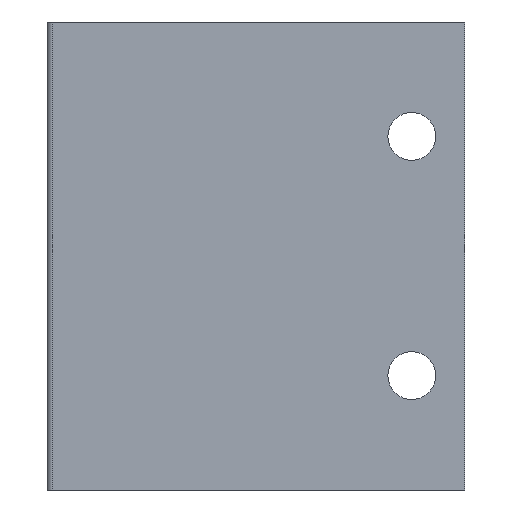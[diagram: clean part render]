
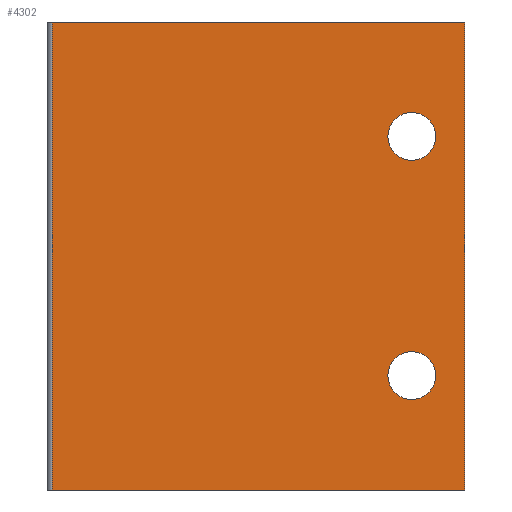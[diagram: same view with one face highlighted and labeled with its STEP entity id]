
A CAD part, front view. The second image highlights one B-rep face of the part: STEP entity #4302.
In plain terms, the highlighted planar face has unit normal (0, -1, 0).
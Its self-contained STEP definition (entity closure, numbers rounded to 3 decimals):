
#43 = ORIENTED_EDGE ( 'NONE', *, *, #6441, .T. ) ;
#135 = EDGE_CURVE ( 'NONE', #5372, #608, #5106, .T. ) ;
#224 = EDGE_CURVE ( 'NONE', #3315, #339, #4925, .T. ) ;
#339 = VERTEX_POINT ( 'NONE', #6528 ) ;
#379 = EDGE_CURVE ( 'NONE', #6824, #1926, #6622, .T. ) ;
#406 = VECTOR ( 'NONE', #5931, 1000. ) ;
#498 = EDGE_LOOP ( 'NONE', ( #1274, #3627, #1510, #2529 ) ) ;
#608 = VERTEX_POINT ( 'NONE', #1602 ) ;
#677 = EDGE_CURVE ( 'NONE', #1926, #6824, #4918, .T. ) ;
#750 = VECTOR ( 'NONE', #4938, 1000. ) ;
#888 = EDGE_CURVE ( 'NONE', #339, #608, #4048, .T. ) ;
#963 = CARTESIAN_POINT ( 'NONE',  ( 10489.145, 2720.705, 21.5 ) ) ;
#1045 = CARTESIAN_POINT ( 'NONE',  ( 10421.559, 2720.705, 10. ) ) ;
#1143 = VECTOR ( 'NONE', #2343, 1000. ) ;
#1274 = ORIENTED_EDGE ( 'NONE', *, *, #135, .F. ) ;
#1498 = DIRECTION ( 'NONE',  ( 0., 0., 1. ) ) ;
#1510 = ORIENTED_EDGE ( 'NONE', *, *, #224, .T. ) ;
#1530 = CARTESIAN_POINT ( 'NONE',  ( 10421.559, 2720.705, 10. ) ) ;
#1560 = AXIS2_PLACEMENT_3D ( 'NONE', #2689, #3120, #2736 ) ;
#1602 = CARTESIAN_POINT ( 'NONE',  ( 10499.145, 2720.705, 0. ) ) ;
#1684 = FACE_BOUND ( 'NONE', #4788, .T. ) ;
#1741 = CIRCLE ( 'NONE', #2279, 4.5 ) ;
#1830 = EDGE_CURVE ( 'NONE', #3315, #5372, #3602, .T. ) ;
#1862 = CARTESIAN_POINT ( 'NONE',  ( 10489.145, 2720.705, 62. ) ) ;
#1863 = CARTESIAN_POINT ( 'NONE',  ( 10489.145, 2720.705, 21.5 ) ) ;
#1926 = VERTEX_POINT ( 'NONE', #1862 ) ;
#2030 = VERTEX_POINT ( 'NONE', #3029 ) ;
#2093 = CARTESIAN_POINT ( 'NONE',  ( 10489.145, 2720.705, 17. ) ) ;
#2179 = CARTESIAN_POINT ( 'NONE',  ( 10499.145, 2720.705, 10. ) ) ;
#2213 = VERTEX_POINT ( 'NONE', #2093 ) ;
#2271 = CARTESIAN_POINT ( 'NONE',  ( 10489.145, 2720.705, 66.5 ) ) ;
#2279 = AXIS2_PLACEMENT_3D ( 'NONE', #1863, #5677, #2402 ) ;
#2343 = DIRECTION ( 'NONE',  ( 1., 0., 0. ) ) ;
#2402 = DIRECTION ( 'NONE',  ( 0., 0., 1. ) ) ;
#2431 = CARTESIAN_POINT ( 'NONE',  ( 10421.559, 2720.705, 0. ) ) ;
#2529 = ORIENTED_EDGE ( 'NONE', *, *, #888, .T. ) ;
#2689 = CARTESIAN_POINT ( 'NONE',  ( 10489.145, 2720.705, 66.5 ) ) ;
#2736 = DIRECTION ( 'NONE',  ( 0., 0., 1. ) ) ;
#2947 = FACE_OUTER_BOUND ( 'NONE', #498, .T. ) ;
#3006 = CARTESIAN_POINT ( 'NONE',  ( 10499.145, 2720.705, 88. ) ) ;
#3022 = CARTESIAN_POINT ( 'NONE',  ( 10421.559, 2720.705, 88. ) ) ;
#3029 = CARTESIAN_POINT ( 'NONE',  ( 10489.145, 2720.705, 26. ) ) ;
#3112 = ORIENTED_EDGE ( 'NONE', *, *, #379, .T. ) ;
#3120 = DIRECTION ( 'NONE',  ( 0., 1., 0. ) ) ;
#3139 = PLANE ( 'NONE',  #6720 ) ;
#3167 = DIRECTION ( 'NONE',  ( 0., 1., 0. ) ) ;
#3315 = VERTEX_POINT ( 'NONE', #3022 ) ;
#3420 = VECTOR ( 'NONE', #4558, 1000. ) ;
#3578 = EDGE_LOOP ( 'NONE', ( #43, #4839 ) ) ;
#3602 = LINE ( 'NONE', #4540, #3420 ) ;
#3627 = ORIENTED_EDGE ( 'NONE', *, *, #1830, .F. ) ;
#4024 = AXIS2_PLACEMENT_3D ( 'NONE', #963, #4784, #1498 ) ;
#4048 = LINE ( 'NONE', #2431, #1143 ) ;
#4085 = CIRCLE ( 'NONE', #4024, 4.5 ) ;
#4126 = CARTESIAN_POINT ( 'NONE',  ( 10489.145, 2720.705, 71. ) ) ;
#4302 = ADVANCED_FACE ( 'NONE', ( #1684, #4422, #2947 ), #3139, .F. ) ;
#4422 = FACE_BOUND ( 'NONE', #3578, .T. ) ;
#4540 = CARTESIAN_POINT ( 'NONE',  ( 10421.559, 2720.705, 88. ) ) ;
#4558 = DIRECTION ( 'NONE',  ( 1., 0., 0. ) ) ;
#4623 = EDGE_CURVE ( 'NONE', #2030, #2213, #4085, .T. ) ;
#4784 = DIRECTION ( 'NONE',  ( 0., 1., 0. ) ) ;
#4788 = EDGE_LOOP ( 'NONE', ( #5113, #3112 ) ) ;
#4839 = ORIENTED_EDGE ( 'NONE', *, *, #4623, .T. ) ;
#4918 = CIRCLE ( 'NONE', #5918, 4.5 ) ;
#4925 = LINE ( 'NONE', #1045, #406 ) ;
#4938 = DIRECTION ( 'NONE',  ( 0., 0., -1. ) ) ;
#5013 = DIRECTION ( 'NONE',  ( 0., 0., 1. ) ) ;
#5106 = LINE ( 'NONE', #2179, #750 ) ;
#5113 = ORIENTED_EDGE ( 'NONE', *, *, #677, .T. ) ;
#5372 = VERTEX_POINT ( 'NONE', #3006 ) ;
#5547 = DIRECTION ( 'NONE',  ( 0., 1., 0. ) ) ;
#5677 = DIRECTION ( 'NONE',  ( 0., 1., 0. ) ) ;
#5918 = AXIS2_PLACEMENT_3D ( 'NONE', #2271, #5547, #5013 ) ;
#5931 = DIRECTION ( 'NONE',  ( 0., 0., -1. ) ) ;
#6441 = EDGE_CURVE ( 'NONE', #2213, #2030, #1741, .T. ) ;
#6528 = CARTESIAN_POINT ( 'NONE',  ( 10421.559, 2720.705, 0. ) ) ;
#6622 = CIRCLE ( 'NONE', #1560, 4.5 ) ;
#6720 = AXIS2_PLACEMENT_3D ( 'NONE', #1530, #3167, #6998 ) ;
#6824 = VERTEX_POINT ( 'NONE', #4126 ) ;
#6998 = DIRECTION ( 'NONE',  ( 0., 0., 1. ) ) ;
